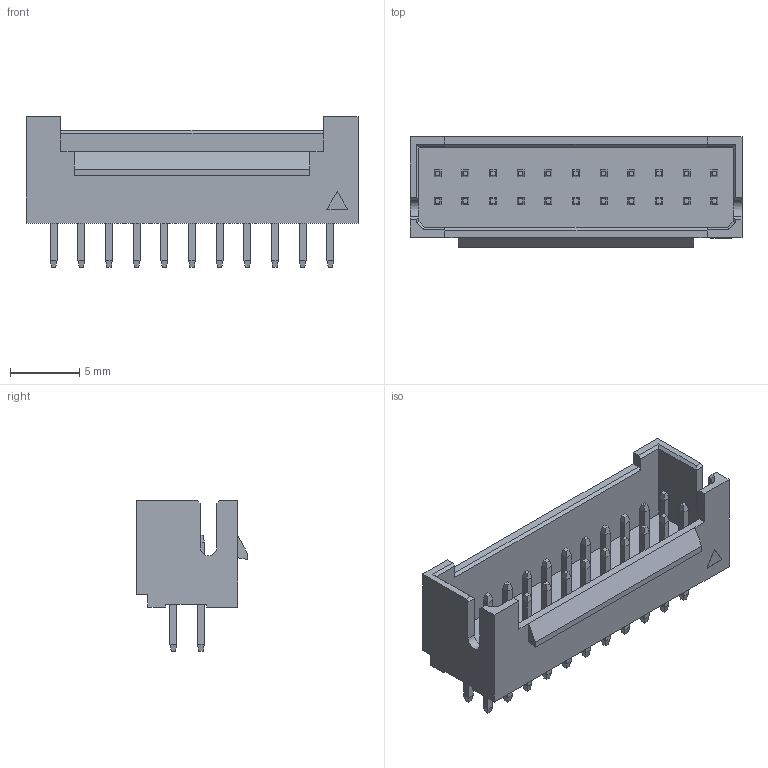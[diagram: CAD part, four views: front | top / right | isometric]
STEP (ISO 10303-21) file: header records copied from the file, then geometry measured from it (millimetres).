
FILE_DESCRIPTION(('FreeCAD Model'),'2;1');
FILE_NAME('2026wv-2x11d-46sn.step', '2020-10-12T23:44:07',('Author'),(''), 'Open CASCADE STEP processor 7.3','FreeCAD','Unknown');
FILE_SCHEMA(('AUTOMOTIVE_DESIGN { 1 0 10303 214 1 1 1 1 }'));
Length unit declared in the file: millimetre
Products named in the file (1): 2026WV-2X11D-46SN
Bounding box: 24 x 8 x 10.9 mm (x, y, z)
Volume: 520 mm3; surface area: 1469.8 mm2
Topology: 23 solids, 23 shells, 543 faces, 1212 edges, 716 vertices
Faces by surface type: plane 541, cylinder 2
Entity records: 18220 total; most frequent: CARTESIAN_POINT 2472, ORIENTED_EDGE 2424, DIRECTION 2304, EDGE_CURVE 1212, LINE 1208, VECTOR 1208, VERTEX_POINT 716, FACE_BOUND 588
